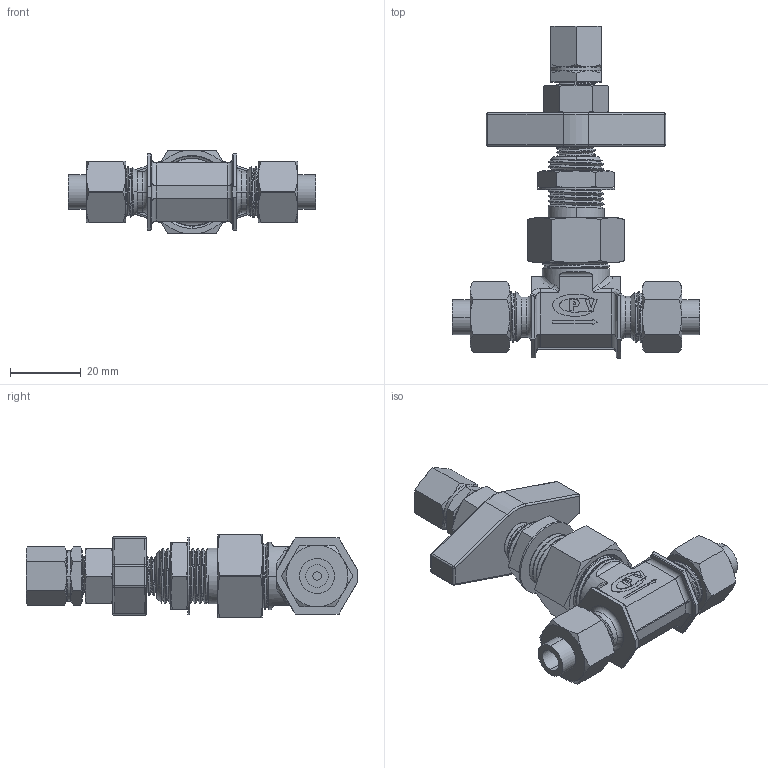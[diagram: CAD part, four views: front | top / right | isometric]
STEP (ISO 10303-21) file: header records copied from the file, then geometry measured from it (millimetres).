
FILE_DESCRIPTION (( 'STEP AP214' ), '1' );
FILE_NAME ('980-UNION-1-SS.STEP', '2018-01-31T15:25:41', ( '' ), ( '' ), 'SwSTEP 2.0', 'SolidWorks 2018', '' );
FILE_SCHEMA (( 'AUTOMOTIVE_DESIGN' ));
Length unit declared in the file: inch
Products named in the file (1): 980-UNION-1-SS
Bounding box: 70.1 x 94.12 x 23.81 mm (x, y, z)
Volume: 38465.9 mm3; surface area: 15255.6 mm2
Topology: 1 solids, 1 shells, 523 faces, 1318 edges, 789 vertices
Faces by surface type: cylinder 168, plane 133, cone 101, bspline 83, torus 30, sphere 8
Entity records: 36285 total; most frequent: CARTESIAN_POINT 22746, ORIENTED_EDGE 2572, DIRECTION 1941, EDGE_CURVE 1286, VERTEX_POINT 789, AXIS2_PLACEMENT_3D 768, EDGE_LOOP 551, ADVANCED_FACE 523
